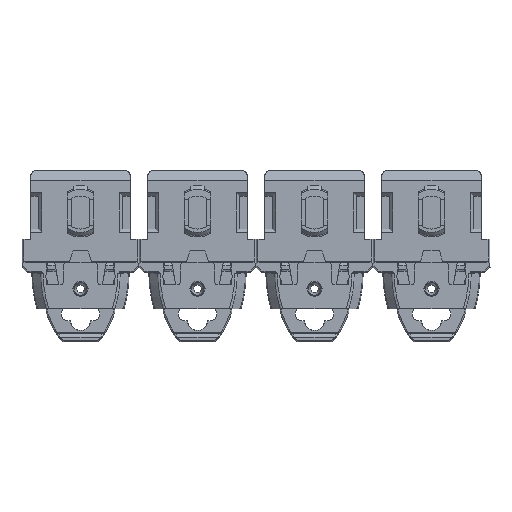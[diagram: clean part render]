
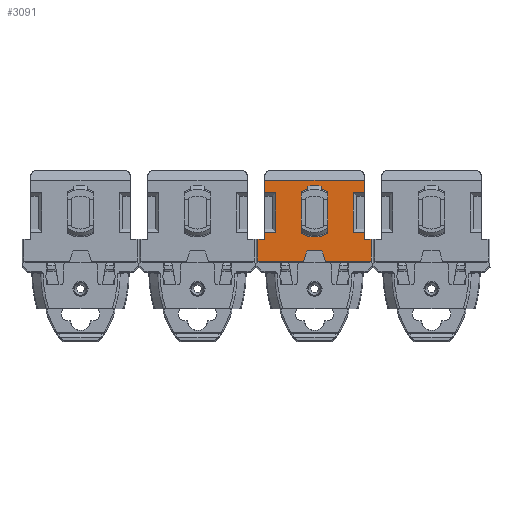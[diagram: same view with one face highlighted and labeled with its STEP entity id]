
A CAD part, front view. The second image highlights one B-rep face of the part: STEP entity #3091.
In plain terms, the highlighted planar face has unit normal (0, -1, 0).
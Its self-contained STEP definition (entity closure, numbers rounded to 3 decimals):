
#852=FACE_BOUND('',#5716,.T.);
#853=FACE_BOUND('',#5717,.T.);
#1612=CIRCLE('',#21481,3.7);
#1613=CIRCLE('',#21482,3.7);
#1614=CIRCLE('',#21483,3.7);
#1615=CIRCLE('',#21484,3.7);
#2500=PLANE('',#21485);
#3091=ADVANCED_FACE('',(#852,#853),#2500,.T.);
#5716=EDGE_LOOP('',(#11233,#11234,#11235,#11236,#11237,#11238,#11239,#11240,
#11241,#11242,#11243,#11244,#11245,#11246,#11247,#11248));
#5717=EDGE_LOOP('',(#11249,#11250,#11251,#11252,#11253,#11254));
#7072=LINE('',#31845,#8600);
#7073=LINE('',#31847,#8601);
#7074=LINE('',#31849,#8602);
#7075=LINE('',#31851,#8603);
#7076=LINE('',#31853,#8604);
#7077=LINE('',#31855,#8605);
#7078=LINE('',#31857,#8606);
#7079=LINE('',#31859,#8607);
#7080=LINE('',#31861,#8608);
#7081=LINE('',#31863,#8609);
#7082=LINE('',#31865,#8610);
#7083=LINE('',#31867,#8611);
#7084=LINE('',#31869,#8612);
#7085=LINE('',#31871,#8613);
#7086=LINE('',#31873,#8614);
#7087=LINE('',#31875,#8615);
#7088=LINE('',#31879,#8616);
#7089=LINE('',#31885,#8617);
#8600=VECTOR('',#24764,1.);
#8601=VECTOR('',#24767,1.);
#8602=VECTOR('',#24768,1.);
#8603=VECTOR('',#24769,1.);
#8604=VECTOR('',#24770,1.);
#8605=VECTOR('',#24771,1.);
#8606=VECTOR('',#24772,1.);
#8607=VECTOR('',#24773,1.);
#8608=VECTOR('',#24774,1.);
#8609=VECTOR('',#24775,1.);
#8610=VECTOR('',#24776,1.);
#8611=VECTOR('',#24777,1.);
#8612=VECTOR('',#24778,1.);
#8613=VECTOR('',#24779,1.);
#8614=VECTOR('',#24780,1.);
#8615=VECTOR('',#24781,1.);
#8616=VECTOR('',#24784,1.);
#8617=VECTOR('',#24789,1.);
#11233=ORIENTED_EDGE('',*,*,#18483,.F.);
#11234=ORIENTED_EDGE('',*,*,#18484,.F.);
#11235=ORIENTED_EDGE('',*,*,#18485,.F.);
#11236=ORIENTED_EDGE('',*,*,#18486,.F.);
#11237=ORIENTED_EDGE('',*,*,#18487,.F.);
#11238=ORIENTED_EDGE('',*,*,#18488,.F.);
#11239=ORIENTED_EDGE('',*,*,#18489,.F.);
#11240=ORIENTED_EDGE('',*,*,#18490,.F.);
#11241=ORIENTED_EDGE('',*,*,#18491,.F.);
#11242=ORIENTED_EDGE('',*,*,#18492,.F.);
#11243=ORIENTED_EDGE('',*,*,#18493,.F.);
#11244=ORIENTED_EDGE('',*,*,#18494,.F.);
#11245=ORIENTED_EDGE('',*,*,#18495,.F.);
#11246=ORIENTED_EDGE('',*,*,#18496,.F.);
#11247=ORIENTED_EDGE('',*,*,#18497,.F.);
#11248=ORIENTED_EDGE('',*,*,#18498,.F.);
#11249=ORIENTED_EDGE('',*,*,#18499,.T.);
#11250=ORIENTED_EDGE('',*,*,#18500,.F.);
#11251=ORIENTED_EDGE('',*,*,#18501,.T.);
#11252=ORIENTED_EDGE('',*,*,#18502,.T.);
#11253=ORIENTED_EDGE('',*,*,#18503,.F.);
#11254=ORIENTED_EDGE('',*,*,#18504,.T.);
#16333=VERTEX_POINT('',#31842);
#16334=VERTEX_POINT('',#31844);
#16335=VERTEX_POINT('',#31848);
#16336=VERTEX_POINT('',#31850);
#16337=VERTEX_POINT('',#31852);
#16338=VERTEX_POINT('',#31854);
#16339=VERTEX_POINT('',#31856);
#16340=VERTEX_POINT('',#31858);
#16341=VERTEX_POINT('',#31860);
#16342=VERTEX_POINT('',#31862);
#16343=VERTEX_POINT('',#31864);
#16344=VERTEX_POINT('',#31866);
#16345=VERTEX_POINT('',#31868);
#16346=VERTEX_POINT('',#31870);
#16347=VERTEX_POINT('',#31872);
#16348=VERTEX_POINT('',#31874);
#16349=VERTEX_POINT('',#31877);
#16350=VERTEX_POINT('',#31878);
#16351=VERTEX_POINT('',#31880);
#16352=VERTEX_POINT('',#31882);
#16353=VERTEX_POINT('',#31884);
#16354=VERTEX_POINT('',#31886);
#18483=EDGE_CURVE('',#16334,#16333,#7072,.T.);
#18484=EDGE_CURVE('',#16335,#16334,#7073,.T.);
#18485=EDGE_CURVE('',#16336,#16335,#7074,.T.);
#18486=EDGE_CURVE('',#16337,#16336,#7075,.T.);
#18487=EDGE_CURVE('',#16338,#16337,#7076,.T.);
#18488=EDGE_CURVE('',#16339,#16338,#7077,.T.);
#18489=EDGE_CURVE('',#16340,#16339,#7078,.T.);
#18490=EDGE_CURVE('',#16341,#16340,#7079,.T.);
#18491=EDGE_CURVE('',#16342,#16341,#7080,.T.);
#18492=EDGE_CURVE('',#16343,#16342,#7081,.T.);
#18493=EDGE_CURVE('',#16344,#16343,#7082,.T.);
#18494=EDGE_CURVE('',#16345,#16344,#7083,.T.);
#18495=EDGE_CURVE('',#16346,#16345,#7084,.T.);
#18496=EDGE_CURVE('',#16347,#16346,#7085,.T.);
#18497=EDGE_CURVE('',#16348,#16347,#7086,.T.);
#18498=EDGE_CURVE('',#16333,#16348,#7087,.T.);
#18499=EDGE_CURVE('',#16349,#16350,#1612,.T.);
#18500=EDGE_CURVE('',#16351,#16350,#7088,.T.);
#18501=EDGE_CURVE('',#16351,#16352,#1613,.T.);
#18502=EDGE_CURVE('',#16352,#16353,#1614,.T.);
#18503=EDGE_CURVE('',#16354,#16353,#7089,.T.);
#18504=EDGE_CURVE('',#16354,#16349,#1615,.T.);
#21481=AXIS2_PLACEMENT_3D('',#31876,#24782,#24783);
#21482=AXIS2_PLACEMENT_3D('',#31881,#24785,#24786);
#21483=AXIS2_PLACEMENT_3D('',#31883,#24787,#24788);
#21484=AXIS2_PLACEMENT_3D('',#31887,#24790,#24791);
#21485=AXIS2_PLACEMENT_3D('',#31888,#24792,#24793);
#24764=DIRECTION('',(-1.,0.,0.));
#24767=DIRECTION('',(0.,0.,-1.));
#24768=DIRECTION('',(1.,0.,0.));
#24769=DIRECTION('',(0.,0.,-1.));
#24770=DIRECTION('',(1.,0.,0.));
#24771=DIRECTION('',(0.,0.,-1.));
#24772=DIRECTION('',(-1.,0.,0.));
#24773=DIRECTION('',(0.,0.,-1.));
#24774=DIRECTION('',(1.,0.,0.));
#24775=DIRECTION('',(0.,0.,1.));
#24776=DIRECTION('',(-1.,0.,0.));
#24777=DIRECTION('',(0.,0.,1.));
#24778=DIRECTION('',(1.,0.,0.));
#24779=DIRECTION('',(0.,0.,1.));
#24780=DIRECTION('',(1.,0.,0.));
#24781=DIRECTION('',(0.,0.,1.));
#24782=DIRECTION('',(0.,1.,0.));
#24783=DIRECTION('',(0.,0.,-1.));
#24784=DIRECTION('',(0.,0.,-1.));
#24785=DIRECTION('',(0.,1.,0.));
#24786=DIRECTION('',(-0.541,0.,0.841));
#24787=DIRECTION('',(0.,1.,0.));
#24788=DIRECTION('',(0.,0.,1.));
#24789=DIRECTION('',(0.,0.,1.));
#24790=DIRECTION('',(0.,1.,0.));
#24791=DIRECTION('',(0.541,0.,-0.841));
#24792=DIRECTION('',(0.,-1.,0.));
#24793=DIRECTION('',(1.,0.,0.));
#31842=CARTESIAN_POINT('',(71.7,43.7,-81.3));
#31844=CARTESIAN_POINT('',(88.8,43.7,-81.3));
#31845=CARTESIAN_POINT('',(88.8,43.7,-81.3));
#31847=CARTESIAN_POINT('',(88.8,43.7,-78.));
#31848=CARTESIAN_POINT('',(88.8,43.7,-78.));
#31849=CARTESIAN_POINT('',(87.8,43.7,-78.));
#31850=CARTESIAN_POINT('',(87.8,43.7,-78.));
#31851=CARTESIAN_POINT('',(87.8,43.7,-76.95));
#31852=CARTESIAN_POINT('',(87.8,43.7,-76.95));
#31853=CARTESIAN_POINT('',(86.1,43.7,-76.95));
#31854=CARTESIAN_POINT('',(86.1,43.7,-76.95));
#31855=CARTESIAN_POINT('',(86.1,43.7,-70.95));
#31856=CARTESIAN_POINT('',(86.1,43.7,-70.95));
#31857=CARTESIAN_POINT('',(87.8,43.7,-70.95));
#31858=CARTESIAN_POINT('',(87.8,43.7,-70.95));
#31859=CARTESIAN_POINT('',(87.8,43.7,-69.05));
#31860=CARTESIAN_POINT('',(87.8,43.7,-69.05));
#31861=CARTESIAN_POINT('',(72.7,43.7,-69.05));
#31862=CARTESIAN_POINT('',(72.7,43.7,-69.05));
#31863=CARTESIAN_POINT('',(72.7,43.7,-70.95));
#31864=CARTESIAN_POINT('',(72.7,43.7,-70.95));
#31865=CARTESIAN_POINT('',(74.4,43.7,-70.95));
#31866=CARTESIAN_POINT('',(74.4,43.7,-70.95));
#31867=CARTESIAN_POINT('',(74.4,43.7,-76.95));
#31868=CARTESIAN_POINT('',(74.4,43.7,-76.95));
#31869=CARTESIAN_POINT('',(72.7,43.7,-76.95));
#31870=CARTESIAN_POINT('',(72.7,43.7,-76.95));
#31871=CARTESIAN_POINT('',(72.7,43.7,-78.));
#31872=CARTESIAN_POINT('',(72.7,43.7,-78.));
#31873=CARTESIAN_POINT('',(71.7,43.7,-78.));
#31874=CARTESIAN_POINT('',(71.7,43.7,-78.));
#31875=CARTESIAN_POINT('',(71.7,43.7,-81.3));
#31876=CARTESIAN_POINT('',(80.25,43.7,-73.95));
#31877=CARTESIAN_POINT('',(80.25,43.7,-77.65));
#31878=CARTESIAN_POINT('',(78.25,43.7,-77.063));
#31879=CARTESIAN_POINT('',(78.25,43.7,-70.837));
#31880=CARTESIAN_POINT('',(78.25,43.7,-70.837));
#31881=CARTESIAN_POINT('',(80.25,43.7,-73.95));
#31882=CARTESIAN_POINT('',(80.25,43.7,-70.25));
#31883=CARTESIAN_POINT('',(80.25,43.7,-73.95));
#31884=CARTESIAN_POINT('',(82.25,43.7,-70.837));
#31885=CARTESIAN_POINT('',(82.25,43.7,-77.063));
#31886=CARTESIAN_POINT('',(82.25,43.7,-77.063));
#31887=CARTESIAN_POINT('',(80.25,43.7,-73.95));
#31888=CARTESIAN_POINT('',(80.25,43.7,-72.375));
